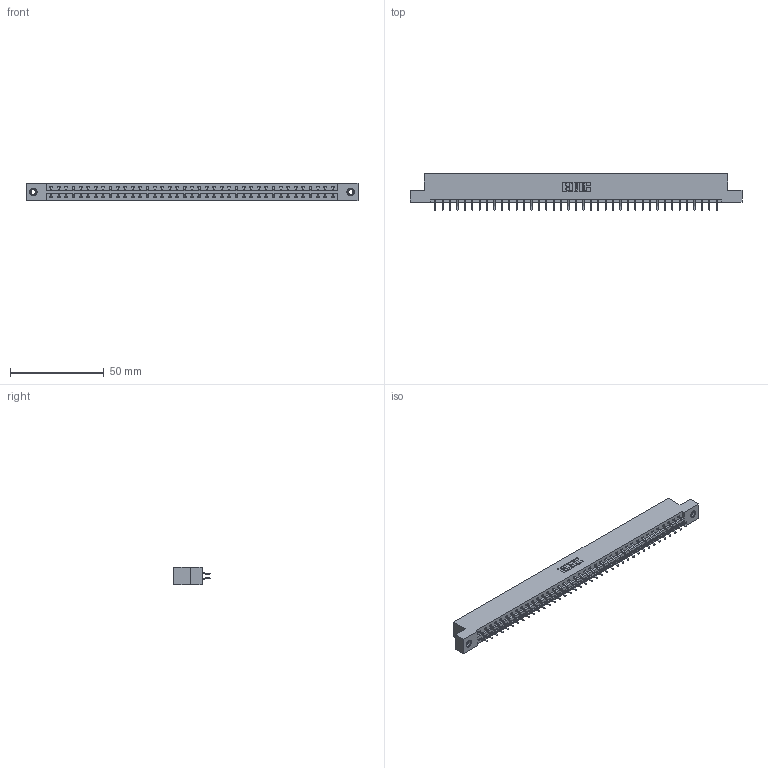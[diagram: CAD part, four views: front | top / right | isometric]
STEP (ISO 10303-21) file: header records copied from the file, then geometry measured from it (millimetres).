
FILE_DESCRIPTION (( 'STEP AP203' ), '1' );
FILE_NAME ('387-078-556-207.STEP', '2018-09-23T17:32:01', ( '' ), ( '' ), 'SwSTEP 2.0', 'SolidWorks 2016', '' );
FILE_SCHEMA (( 'CONFIG_CONTROL_DESIGN' ));
Length unit declared in the file: inch
Products named in the file (4): 345-250-001_345-250-005-103; 387-078-556-207; 337 Part_Flush Mounting Lugs - 0.156 Dia-TI; 345-292-001_556 Tail
Assembly tree (81 placements, depth 2):
  387-078-556-207
    337 Part_Flush Mounting Lugs - 0.156 Dia-TI
    345-292-001_556 Tail  x78
    345-250-001_345-250-005-103  x2
Bounding box: 177.55 x 19.57 x 9.4 mm (x, y, z)
Volume: 18654.7 mm3; surface area: 21013.6 mm2
Topology: 81 solids, 81 shells, 4854 faces, 14409 edges, 9494 vertices
Faces by surface type: plane 3378, cylinder 1460, cone 12, torus 4
Entity records: 32032 total; most frequent: CARTESIAN_POINT 5393, ORIENTED_EDGE 5310, DIRECTION 4613, EDGE_CURVE 2655, VECTOR 2499, LINE 2499, VERTEX_POINT 1764, AXIS2_PLACEMENT_3D 1057
